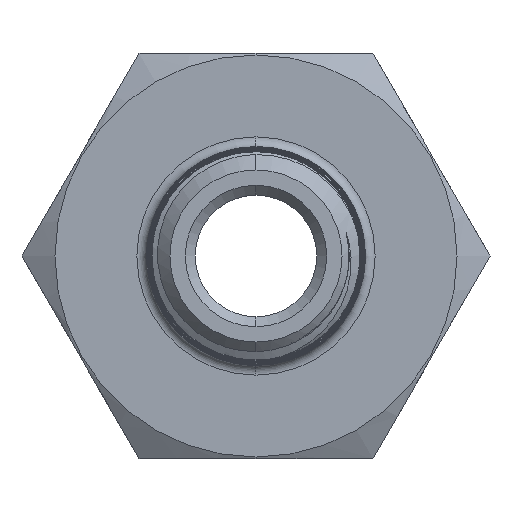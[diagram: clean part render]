
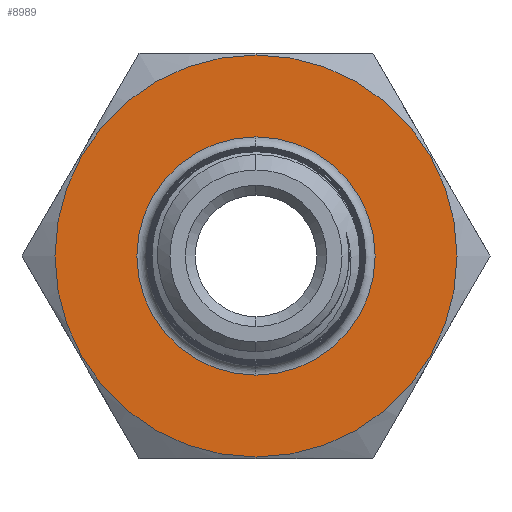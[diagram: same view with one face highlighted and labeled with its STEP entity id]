
A CAD part, left-side view. The second image highlights one B-rep face of the part: STEP entity #8989.
In plain terms, the highlighted planar face has unit normal (-1, 0, 0).
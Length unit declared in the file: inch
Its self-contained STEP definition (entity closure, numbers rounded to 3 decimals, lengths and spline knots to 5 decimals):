
#469 = AXIS2_PLACEMENT_3D ( 'NONE', #11960, #7790, #16381 ) ;
#480 = CIRCLE ( 'NONE', #8264, 0.62 ) ;
#1637 = CIRCLE ( 'NONE', #469, 0.3675 ) ;
#2033 = CIRCLE ( 'NONE', #6308, 0.3675 ) ;
#2126 = FACE_BOUND ( 'NONE', #7140, .T. ) ;
#2787 = DIRECTION ( 'NONE',  ( 1., 0., 0. ) ) ;
#3153 = EDGE_LOOP ( 'NONE', ( #5912, #16247 ) ) ;
#5281 = CARTESIAN_POINT ( 'NONE',  ( -0.87, 0., -0.3375 ) ) ;
#5912 = ORIENTED_EDGE ( 'NONE', *, *, #11747, .T. ) ;
#6308 = AXIS2_PLACEMENT_3D ( 'NONE', #15398, #2787, #12689 ) ;
#7140 = EDGE_LOOP ( 'NONE', ( #10985, #7887 ) ) ;
#7790 = DIRECTION ( 'NONE',  ( 1., 0., 0. ) ) ;
#7887 = ORIENTED_EDGE ( 'NONE', *, *, #9760, .T. ) ;
#7896 = DIRECTION ( 'NONE',  ( -1., 0., 0. ) ) ;
#8264 = AXIS2_PLACEMENT_3D ( 'NONE', #18004, #7896, #10762 ) ;
#8989 = ADVANCED_FACE ( 'NONE', ( #2126, #10621 ), #15274, .T. ) ;
#9760 = EDGE_CURVE ( 'NONE', #11525, #14446, #1637, .T. ) ;
#10621 = FACE_OUTER_BOUND ( 'NONE', #3153, .T. ) ;
#10762 = DIRECTION ( 'NONE',  ( 0., 0., 1. ) ) ;
#10963 = DIRECTION ( 'NONE',  ( -1., 0., 0. ) ) ;
#10985 = ORIENTED_EDGE ( 'NONE', *, *, #13441, .T. ) ;
#11525 = VERTEX_POINT ( 'NONE', #14405 ) ;
#11747 = EDGE_CURVE ( 'NONE', #17322, #16333, #16366, .T. ) ;
#11960 = CARTESIAN_POINT ( 'NONE',  ( -0.87, 0., 0. ) ) ;
#12110 = EDGE_CURVE ( 'NONE', #16333, #17322, #480, .T. ) ;
#12386 = DIRECTION ( 'NONE',  ( 0., 0., 1. ) ) ;
#12689 = DIRECTION ( 'NONE',  ( 0., 0., 1. ) ) ;
#12739 = AXIS2_PLACEMENT_3D ( 'NONE', #17907, #17964, #16272 ) ;
#13441 = EDGE_CURVE ( 'NONE', #14446, #11525, #2033, .T. ) ;
#14405 = CARTESIAN_POINT ( 'NONE',  ( -0.87, 0., -0.3675 ) ) ;
#14446 = VERTEX_POINT ( 'NONE', #15190 ) ;
#15190 = CARTESIAN_POINT ( 'NONE',  ( -0.87, 0., 0.3675 ) ) ;
#15274 = PLANE ( 'NONE',  #18098 ) ;
#15398 = CARTESIAN_POINT ( 'NONE',  ( -0.87, 0., 0. ) ) ;
#15655 = CARTESIAN_POINT ( 'NONE',  ( -0.87, 0., -0.62 ) ) ;
#16247 = ORIENTED_EDGE ( 'NONE', *, *, #12110, .T. ) ;
#16272 = DIRECTION ( 'NONE',  ( 0., 0., 1. ) ) ;
#16333 = VERTEX_POINT ( 'NONE', #15655 ) ;
#16366 = CIRCLE ( 'NONE', #12739, 0.62 ) ;
#16381 = DIRECTION ( 'NONE',  ( 0., 0., 1. ) ) ;
#16583 = CARTESIAN_POINT ( 'NONE',  ( -0.87, 0., 0.62 ) ) ;
#17322 = VERTEX_POINT ( 'NONE', #16583 ) ;
#17907 = CARTESIAN_POINT ( 'NONE',  ( -0.87, 0., 0. ) ) ;
#17964 = DIRECTION ( 'NONE',  ( -1., 0., 0. ) ) ;
#18004 = CARTESIAN_POINT ( 'NONE',  ( -0.87, 0., 0. ) ) ;
#18098 = AXIS2_PLACEMENT_3D ( 'NONE', #5281, #10963, #12386 ) ;
